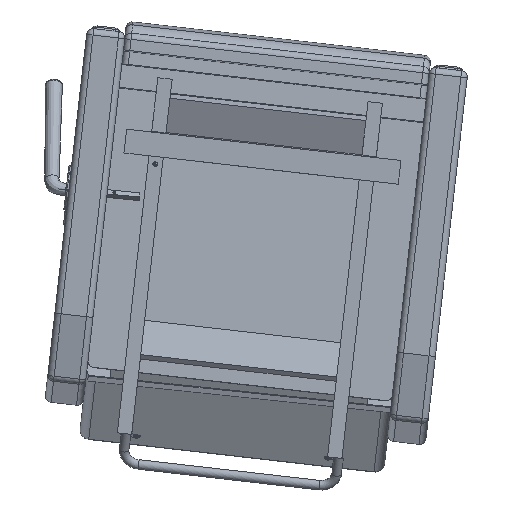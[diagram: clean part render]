
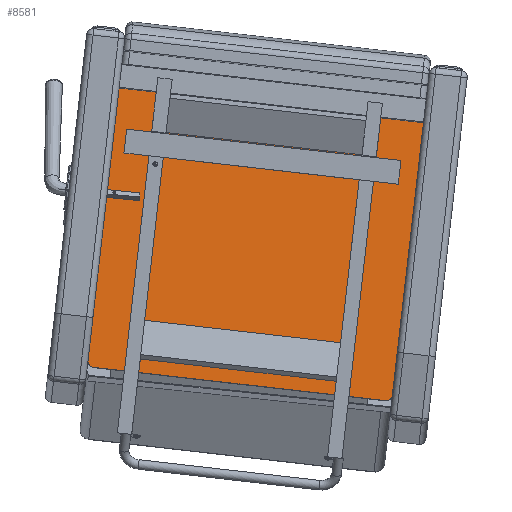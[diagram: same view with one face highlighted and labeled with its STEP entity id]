
A CAD part, front view. The second image highlights one B-rep face of the part: STEP entity #8581.
In plain terms, the highlighted face is planar.
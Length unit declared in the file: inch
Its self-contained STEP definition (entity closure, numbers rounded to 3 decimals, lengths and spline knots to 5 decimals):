
#542=PLANE('',#9502);
#1026=LINE('',#13843,#1583);
#1043=LINE('',#13954,#1600);
#1044=LINE('',#13956,#1601);
#1045=LINE('',#13957,#1602);
#1583=VECTOR('',#10937,0.3937);
#1600=VECTOR('',#11032,0.3937);
#1601=VECTOR('',#11033,0.3937);
#1602=VECTOR('',#11034,0.3937);
#2339=FACE_OUTER_BOUND('',#2923,.T.);
#2923=EDGE_LOOP('',(#6449,#6450,#6451,#6452,#6453,#6454));
#3552=CIRCLE('',#9438,0.5);
#3577=CIRCLE('',#9483,0.5);
#4064=VERTEX_POINT('',#13791);
#4065=VERTEX_POINT('',#13793);
#4081=VERTEX_POINT('',#13841);
#4094=VERTEX_POINT('',#13923);
#4101=VERTEX_POINT('',#13953);
#4102=VERTEX_POINT('',#13955);
#4924=EDGE_CURVE('',#4064,#4065,#3552,.T.);
#4949=EDGE_CURVE('',#4064,#4081,#1026,.T.);
#4973=EDGE_CURVE('',#4094,#4081,#3577,.T.);
#4987=EDGE_CURVE('',#4101,#4094,#1043,.T.);
#4988=EDGE_CURVE('',#4102,#4101,#1044,.T.);
#4989=EDGE_CURVE('',#4102,#4065,#1045,.T.);
#6449=ORIENTED_EDGE('',*,*,#4924,.F.);
#6450=ORIENTED_EDGE('',*,*,#4949,.T.);
#6451=ORIENTED_EDGE('',*,*,#4973,.F.);
#6452=ORIENTED_EDGE('',*,*,#4987,.F.);
#6453=ORIENTED_EDGE('',*,*,#4988,.F.);
#6454=ORIENTED_EDGE('',*,*,#4989,.T.);
#8581=ADVANCED_FACE('',(#2339),#542,.T.);
#9438=AXIS2_PLACEMENT_3D('',#13794,#10878,#10879);
#9483=AXIS2_PLACEMENT_3D('',#13925,#10990,#10991);
#9502=AXIS2_PLACEMENT_3D('',#13952,#11030,#11031);
#10878=DIRECTION('center_axis',(0.,1.,0.));
#10879=DIRECTION('ref_axis',(-0.707,0.,-0.707));
#10937=DIRECTION('',(1.,0.,0.));
#10990=DIRECTION('center_axis',(0.,1.,0.));
#10991=DIRECTION('ref_axis',(0.707,0.,-0.707));
#11030=DIRECTION('center_axis',(0.,-1.,0.));
#11031=DIRECTION('ref_axis',(0.,0.,-1.));
#11032=DIRECTION('',(0.,0.,-1.));
#11033=DIRECTION('',(1.,0.,0.));
#11034=DIRECTION('',(0.,0.,-1.));
#13791=CARTESIAN_POINT('',(0.5,0.,0.));
#13793=CARTESIAN_POINT('',(0.,0.,0.5));
#13794=CARTESIAN_POINT('Origin',(0.5,0.,0.5));
#13841=CARTESIAN_POINT('',(23.5,0.,0.));
#13843=CARTESIAN_POINT('',(0.,0.,0.));
#13923=CARTESIAN_POINT('',(24.,0.,0.5));
#13925=CARTESIAN_POINT('Origin',(23.5,0.,0.5));
#13952=CARTESIAN_POINT('Origin',(0.,0.,22.));
#13953=CARTESIAN_POINT('',(24.,0.,22.));
#13954=CARTESIAN_POINT('',(24.,0.,22.));
#13955=CARTESIAN_POINT('',(0.,0.,22.));
#13956=CARTESIAN_POINT('',(0.,0.,22.));
#13957=CARTESIAN_POINT('',(0.,0.,22.));
